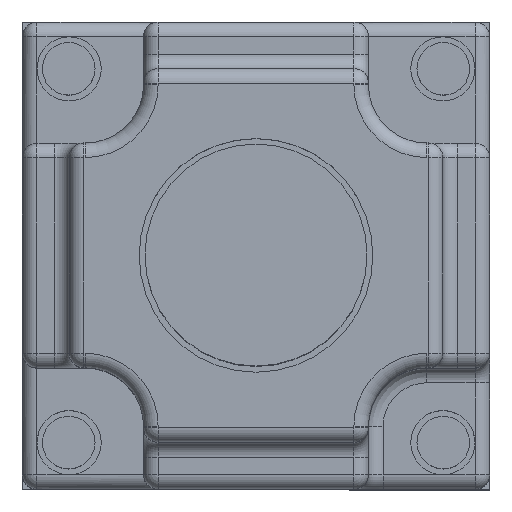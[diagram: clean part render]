
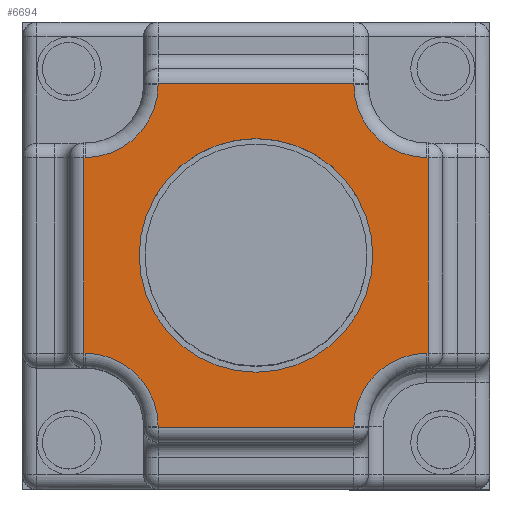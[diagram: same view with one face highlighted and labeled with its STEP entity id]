
A CAD part, top view. The second image highlights one B-rep face of the part: STEP entity #6694.
In plain terms, the highlighted planar face has unit normal (0, 0, 1).
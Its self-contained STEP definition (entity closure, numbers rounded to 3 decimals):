
#5146=CARTESIAN_POINT('',(1.675,-2.95,4.3));
#5147=VERTEX_POINT('',#5146);
#5172=CARTESIAN_POINT('',(-1.675,-2.95,4.3));
#5173=VERTEX_POINT('',#5172);
#5216=CARTESIAN_POINT('',(2.95,-1.675,4.3));
#5217=VERTEX_POINT('',#5216);
#5242=CARTESIAN_POINT('',(-2.95,-1.675,4.3));
#5243=VERTEX_POINT('',#5242);
#5286=CARTESIAN_POINT('',(2.95,1.675,4.3));
#5287=VERTEX_POINT('',#5286);
#5312=CARTESIAN_POINT('',(-2.95,1.675,4.3));
#5313=VERTEX_POINT('',#5312);
#5356=CARTESIAN_POINT('',(1.675,2.95,4.3));
#5357=VERTEX_POINT('',#5356);
#5382=CARTESIAN_POINT('',(-1.675,2.95,4.3));
#5383=VERTEX_POINT('',#5382);
#5423=CARTESIAN_POINT('',(-1.675,2.95,4.3));
#5424=DIRECTION('',(1.0,0.0,0.0));
#5425=VECTOR('',#5424,3.35);
#5426=LINE('',#5423,#5425);
#5427=EDGE_CURVE('',#5383,#5357,#5426,.T.);
#5461=CARTESIAN_POINT('',(-1.675,2.925,4.3));
#5462=VERTEX_POINT('',#5461);
#5470=CARTESIAN_POINT('',(-1.675,2.925,4.3));
#5471=DIRECTION('',(0.0,1.0,0.0));
#5472=VECTOR('',#5471,0.025);
#5473=LINE('',#5470,#5472);
#5474=EDGE_CURVE('',#5462,#5383,#5473,.T.);
#5513=CARTESIAN_POINT('',(1.675,2.925,4.3));
#5514=VERTEX_POINT('',#5513);
#5531=CARTESIAN_POINT('',(1.675,2.95,4.3));
#5532=DIRECTION('',(0.0,-1.0,0.0));
#5533=VECTOR('',#5532,0.025);
#5534=LINE('',#5531,#5533);
#5535=EDGE_CURVE('',#5357,#5514,#5534,.T.);
#5547=CARTESIAN_POINT('',(-2.925,1.675,4.3));
#5548=VERTEX_POINT('',#5547);
#5556=CARTESIAN_POINT('',(-2.925,2.925,4.3));
#5557=DIRECTION('',(0.,0.,1.0));
#5558=DIRECTION('',(0.707,-0.707,0.));
#5559=AXIS2_PLACEMENT_3D('',#5556,#5557,#5558);
#5560=CIRCLE('',#5559,1.25);
#5561=EDGE_CURVE('',#5548,#5462,#5560,.T.);
#5579=CARTESIAN_POINT('',(2.925,1.675,4.3));
#5580=VERTEX_POINT('',#5579);
#5598=CARTESIAN_POINT('',(2.925,2.925,4.3));
#5599=DIRECTION('',(0.,0.,1.));
#5600=DIRECTION('',(-0.707,-0.707,0.));
#5601=AXIS2_PLACEMENT_3D('',#5598,#5599,#5600);
#5602=CIRCLE('',#5601,1.25);
#5603=EDGE_CURVE('',#5514,#5580,#5602,.T.);
#5621=CARTESIAN_POINT('',(-2.95,1.675,4.3));
#5622=DIRECTION('',(1.0,0.0,0.0));
#5623=VECTOR('',#5622,0.025);
#5624=LINE('',#5621,#5623);
#5625=EDGE_CURVE('',#5313,#5548,#5624,.T.);
#5643=CARTESIAN_POINT('',(2.925,1.675,4.3));
#5644=DIRECTION('',(1.0,0.0,0.0));
#5645=VECTOR('',#5644,0.025);
#5646=LINE('',#5643,#5645);
#5647=EDGE_CURVE('',#5580,#5287,#5646,.T.);
#5687=CARTESIAN_POINT('',(-2.95,-1.675,4.3));
#5688=DIRECTION('',(0.0,1.0,0.0));
#5689=VECTOR('',#5688,3.35);
#5690=LINE('',#5687,#5689);
#5691=EDGE_CURVE('',#5243,#5313,#5690,.T.);
#5731=CARTESIAN_POINT('',(2.95,1.675,4.3));
#5732=DIRECTION('',(0.0,-1.0,0.0));
#5733=VECTOR('',#5732,3.35);
#5734=LINE('',#5731,#5733);
#5735=EDGE_CURVE('',#5287,#5217,#5734,.T.);
#5769=CARTESIAN_POINT('',(-2.925,-1.675,4.3));
#5770=VERTEX_POINT('',#5769);
#5778=CARTESIAN_POINT('',(-2.925,-1.675,4.3));
#5779=DIRECTION('',(-1.0,0.0,0.0));
#5780=VECTOR('',#5779,0.025);
#5781=LINE('',#5778,#5780);
#5782=EDGE_CURVE('',#5770,#5243,#5781,.T.);
#5821=CARTESIAN_POINT('',(2.925,-1.675,4.3));
#5822=VERTEX_POINT('',#5821);
#5839=CARTESIAN_POINT('',(2.95,-1.675,4.3));
#5840=DIRECTION('',(-1.0,0.0,0.0));
#5841=VECTOR('',#5840,0.025);
#5842=LINE('',#5839,#5841);
#5843=EDGE_CURVE('',#5217,#5822,#5842,.T.);
#5855=CARTESIAN_POINT('',(-1.675,-2.925,4.3));
#5856=VERTEX_POINT('',#5855);
#5864=CARTESIAN_POINT('',(-2.925,-2.925,4.3));
#5865=DIRECTION('',(0.,0.,1.));
#5866=DIRECTION('',(0.707,0.707,0.));
#5867=AXIS2_PLACEMENT_3D('',#5864,#5865,#5866);
#5868=CIRCLE('',#5867,1.25);
#5869=EDGE_CURVE('',#5856,#5770,#5868,.T.);
#5887=CARTESIAN_POINT('',(1.675,-2.925,4.3));
#5888=VERTEX_POINT('',#5887);
#5906=CARTESIAN_POINT('',(2.925,-2.925,4.3));
#5907=DIRECTION('',(0.,0.,1.0));
#5908=DIRECTION('',(-0.707,0.707,0.));
#5909=AXIS2_PLACEMENT_3D('',#5906,#5907,#5908);
#5910=CIRCLE('',#5909,1.25);
#5911=EDGE_CURVE('',#5822,#5888,#5910,.T.);
#5929=CARTESIAN_POINT('',(-1.675,-2.95,4.3));
#5930=DIRECTION('',(0.0,1.0,0.0));
#5931=VECTOR('',#5930,0.025);
#5932=LINE('',#5929,#5931);
#5933=EDGE_CURVE('',#5173,#5856,#5932,.T.);
#5951=CARTESIAN_POINT('',(1.675,-2.925,4.3));
#5952=DIRECTION('',(0.0,-1.0,0.0));
#5953=VECTOR('',#5952,0.025);
#5954=LINE('',#5951,#5953);
#5955=EDGE_CURVE('',#5888,#5147,#5954,.T.);
#5995=CARTESIAN_POINT('',(1.675,-2.95,4.3));
#5996=DIRECTION('',(-1.0,0.0,0.0));
#5997=VECTOR('',#5996,3.35);
#5998=LINE('',#5995,#5997);
#5999=EDGE_CURVE('',#5147,#5173,#5998,.T.);
#6660=CARTESIAN_POINT('',(0.,0.,4.3));
#6661=DIRECTION('',(0.0,0.0,1.0));
#6662=DIRECTION('',(1.0,0.0,0.0));
#6663=AXIS2_PLACEMENT_3D('',#6660,#6661,#6662);
#6664=PLANE('',#6663);
#6665=ORIENTED_EDGE('',*,*,#5427,.F.);
#6666=ORIENTED_EDGE('',*,*,#5474,.F.);
#6667=ORIENTED_EDGE('',*,*,#5561,.F.);
#6668=ORIENTED_EDGE('',*,*,#5625,.F.);
#6669=ORIENTED_EDGE('',*,*,#5691,.F.);
#6670=ORIENTED_EDGE('',*,*,#5782,.F.);
#6671=ORIENTED_EDGE('',*,*,#5869,.F.);
#6672=ORIENTED_EDGE('',*,*,#5933,.F.);
#6673=ORIENTED_EDGE('',*,*,#5999,.F.);
#6674=ORIENTED_EDGE('',*,*,#5955,.F.);
#6675=ORIENTED_EDGE('',*,*,#5911,.F.);
#6676=ORIENTED_EDGE('',*,*,#5843,.F.);
#6677=ORIENTED_EDGE('',*,*,#5735,.F.);
#6678=ORIENTED_EDGE('',*,*,#5647,.F.);
#6679=ORIENTED_EDGE('',*,*,#5603,.F.);
#6680=ORIENTED_EDGE('',*,*,#5535,.F.);
#6681=EDGE_LOOP('',(#6665,#6666,#6667,#6668,#6669,#6670,#6671,#6672,#6673,#6674,#6675,#6676,#6677,#6678,#6679,#6680));
#6682=FACE_OUTER_BOUND('',#6681,.T.);
#6683=CARTESIAN_POINT('',(2.0,0.,4.3));
#6684=VERTEX_POINT('',#6683);
#6685=CARTESIAN_POINT('',(0.0,0.0,4.3));
#6686=DIRECTION('',(0.0,0.0,-1.0));
#6687=DIRECTION('',(-1.0,0.0,0.0));
#6688=AXIS2_PLACEMENT_3D('',#6685,#6686,#6687);
#6689=CIRCLE('',#6688,2.0);
#6690=EDGE_CURVE('',#6684,#6684,#6689,.T.);
#6691=ORIENTED_EDGE('',*,*,#6690,.T.);
#6692=EDGE_LOOP('',(#6691));
#6693=FACE_BOUND('',#6692,.T.);
#6694=ADVANCED_FACE('',(#6682,#6693),#6664,.T.);
